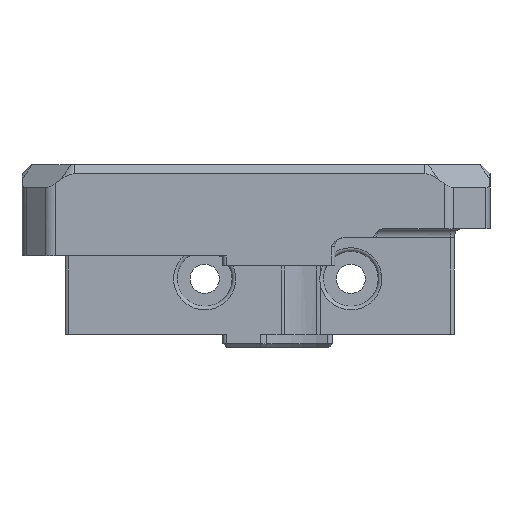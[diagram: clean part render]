
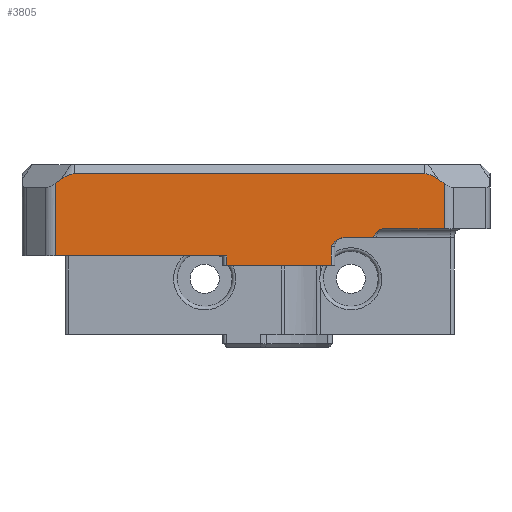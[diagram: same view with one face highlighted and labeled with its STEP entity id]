
A CAD part, left-side view. The second image highlights one B-rep face of the part: STEP entity #3805.
In plain terms, the highlighted planar face has unit normal (-1, 0, 0).
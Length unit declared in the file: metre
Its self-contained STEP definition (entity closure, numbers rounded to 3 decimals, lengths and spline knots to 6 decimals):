
#35=B_SPLINE_CURVE_WITH_KNOTS('',3,(#5811,#5812,#5813,#5814),
 .UNSPECIFIED.,.F.,.F.,(4,4),(0.005925,0.007579),
 .UNSPECIFIED.);
#36=B_SPLINE_CURVE_WITH_KNOTS('',3,(#5826,#5827,#5828,#5829,#5830),
 .UNSPECIFIED.,.F.,.F.,(4,1,4),(0.,0.000875,0.001751),
 .UNSPECIFIED.);
#37=B_SPLINE_CURVE_WITH_KNOTS('',3,(#5834,#5835,#5836,#5837,#5838),
 .UNSPECIFIED.,.F.,.F.,(4,1,4),(0.,0.000875,
0.001751),.UNSPECIFIED.);
#38=B_SPLINE_CURVE_WITH_KNOTS('',3,(#5843,#5844,#5845,#5846),
 .UNSPECIFIED.,.F.,.F.,(4,4),(0.007223,0.00887),
 .UNSPECIFIED.);
#123=PLANE('',#4060);
#248=LINE('',#5790,#582);
#249=LINE('',#5794,#583);
#255=LINE('',#5816,#589);
#256=LINE('',#5818,#590);
#257=LINE('',#5820,#591);
#258=LINE('',#5822,#592);
#259=LINE('',#5824,#593);
#260=LINE('',#5832,#594);
#261=LINE('',#5840,#595);
#262=LINE('',#5841,#596);
#263=LINE('',#5848,#597);
#582=VECTOR('',#4551,1.);
#583=VECTOR('',#4556,1.);
#589=VECTOR('',#4568,1.);
#590=VECTOR('',#4569,1.);
#591=VECTOR('',#4570,1.);
#592=VECTOR('',#4571,1.);
#593=VECTOR('',#4572,1.);
#594=VECTOR('',#4573,1.);
#595=VECTOR('',#4574,1.);
#596=VECTOR('',#4575,1.);
#597=VECTOR('',#4576,1.);
#972=ORIENTED_EDGE('',*,*,#2107,.T.);
#973=ORIENTED_EDGE('',*,*,#2099,.T.);
#974=ORIENTED_EDGE('',*,*,#2108,.T.);
#975=ORIENTED_EDGE('',*,*,#2109,.T.);
#976=ORIENTED_EDGE('',*,*,#2110,.F.);
#977=ORIENTED_EDGE('',*,*,#2111,.F.);
#978=ORIENTED_EDGE('',*,*,#2112,.F.);
#979=ORIENTED_EDGE('',*,*,#2113,.F.);
#980=ORIENTED_EDGE('',*,*,#2114,.T.);
#981=ORIENTED_EDGE('',*,*,#2115,.F.);
#982=ORIENTED_EDGE('',*,*,#2116,.F.);
#983=ORIENTED_EDGE('',*,*,#2097,.F.);
#984=ORIENTED_EDGE('',*,*,#2117,.T.);
#985=ORIENTED_EDGE('',*,*,#2118,.T.);
#986=ORIENTED_EDGE('',*,*,#2119,.T.);
#2097=EDGE_CURVE('',#2660,#2661,#248,.T.);
#2099=EDGE_CURVE('',#2662,#2663,#249,.F.);
#2107=EDGE_CURVE('',#2670,#2662,#35,.T.);
#2108=EDGE_CURVE('',#2663,#2671,#255,.T.);
#2109=EDGE_CURVE('',#2671,#2672,#256,.T.);
#2110=EDGE_CURVE('',#2673,#2672,#257,.T.);
#2111=EDGE_CURVE('',#2674,#2673,#258,.T.);
#2112=EDGE_CURVE('',#2675,#2674,#259,.T.);
#2113=EDGE_CURVE('',#2676,#2675,#36,.T.);
#2114=EDGE_CURVE('',#2676,#2677,#260,.T.);
#2115=EDGE_CURVE('',#2678,#2677,#37,.T.);
#2116=EDGE_CURVE('',#2661,#2678,#261,.T.);
#2117=EDGE_CURVE('',#2660,#2679,#262,.F.);
#2118=EDGE_CURVE('',#2679,#2680,#38,.T.);
#2119=EDGE_CURVE('',#2680,#2670,#263,.F.);
#2660=VERTEX_POINT('',#5789);
#2661=VERTEX_POINT('',#5791);
#2662=VERTEX_POINT('',#5795);
#2663=VERTEX_POINT('',#5796);
#2670=VERTEX_POINT('',#5815);
#2671=VERTEX_POINT('',#5817);
#2672=VERTEX_POINT('',#5819);
#2673=VERTEX_POINT('',#5821);
#2674=VERTEX_POINT('',#5823);
#2675=VERTEX_POINT('',#5825);
#2676=VERTEX_POINT('',#5831);
#2677=VERTEX_POINT('',#5833);
#2678=VERTEX_POINT('',#5839);
#2679=VERTEX_POINT('',#5842);
#2680=VERTEX_POINT('',#5847);
#3212=EDGE_LOOP('',(#972,#973,#974,#975,#976,#977,#978,#979,#980,#981,#982,
#983,#984,#985,#986));
#3473=FACE_BOUND('',#3212,.T.);
#3805=ADVANCED_FACE('',(#3473),#123,.F.);
#4060=AXIS2_PLACEMENT_3D('',#5810,#4566,#4567);
#4551=DIRECTION('',(0.,0.,-1.));
#4556=DIRECTION('',(0.,-0.816,0.577));
#4566=DIRECTION('',(1.,0.,0.));
#4567=DIRECTION('',(0.,-1.,0.));
#4568=DIRECTION('',(0.,0.,-1.));
#4569=DIRECTION('',(0.,-1.,0.));
#4570=DIRECTION('',(0.,0.,1.));
#4571=DIRECTION('',(0.,1.,0.));
#4572=DIRECTION('',(0.,0.,-1.));
#4573=DIRECTION('',(0.,-1.,0.));
#4574=DIRECTION('',(0.,1.,0.));
#4575=DIRECTION('',(0.,-0.816,-0.577));
#4576=DIRECTION('',(0.,-1.,0.));
#5789=CARTESIAN_POINT('',(0.02195,0.058775,-0.020061));
#5790=CARTESIAN_POINT('',(0.02195,0.058775,-0.009));
#5791=CARTESIAN_POINT('',(0.02195,0.058775,-0.025));
#5794=CARTESIAN_POINT('',(0.02195,0.083912,-0.00771));
#5795=CARTESIAN_POINT('',(0.02195,0.100757,-0.019621));
#5796=CARTESIAN_POINT('',(0.02195,0.101379,-0.020061));
#5810=CARTESIAN_POINT('',(0.02195,0.083,-0.009));
#5811=CARTESIAN_POINT('',(0.02195,0.099257,-0.019));
#5812=CARTESIAN_POINT('',(0.02195,0.099813,-0.019));
#5813=CARTESIAN_POINT('',(0.02195,0.100309,-0.019305));
#5814=CARTESIAN_POINT('',(0.02195,0.100757,-0.019621));
#5815=CARTESIAN_POINT('',(0.02195,0.099257,-0.019));
#5816=CARTESIAN_POINT('',(0.02195,0.101379,-0.059));
#5817=CARTESIAN_POINT('',(0.02195,0.101379,-0.028));
#5818=CARTESIAN_POINT('',(0.02195,0.077,-0.028));
#5819=CARTESIAN_POINT('',(0.02195,0.0826,-0.028));
#5820=CARTESIAN_POINT('',(0.02195,0.0826,-0.0185));
#5821=CARTESIAN_POINT('',(0.02195,0.0826,-0.029));
#5822=CARTESIAN_POINT('',(0.02195,0.074613,-0.029));
#5823=CARTESIAN_POINT('',(0.02195,0.07116,-0.029));
#5824=CARTESIAN_POINT('',(0.02195,0.07116,-0.0301));
#5825=CARTESIAN_POINT('',(0.02195,0.07116,-0.027));
#5826=CARTESIAN_POINT('',(0.02195,0.069818,-0.026));
#5827=CARTESIAN_POINT('',(0.02195,0.070114,-0.026));
#5828=CARTESIAN_POINT('',(0.02195,0.07068,-0.026251));
#5829=CARTESIAN_POINT('',(0.02195,0.071004,-0.026753));
#5830=CARTESIAN_POINT('',(0.02195,0.07116,-0.027));
#5831=CARTESIAN_POINT('',(0.02195,0.069818,-0.026));
#5832=CARTESIAN_POINT('',(0.02195,0.083,-0.026));
#5833=CARTESIAN_POINT('',(0.02195,0.066627,-0.026));
#5834=CARTESIAN_POINT('',(0.02195,0.065285,-0.025));
#5835=CARTESIAN_POINT('',(0.02195,0.06558,-0.025));
#5836=CARTESIAN_POINT('',(0.02195,0.066146,-0.025251));
#5837=CARTESIAN_POINT('',(0.02195,0.066471,-0.025753));
#5838=CARTESIAN_POINT('',(0.02195,0.066627,-0.026));
#5839=CARTESIAN_POINT('',(0.02195,0.065285,-0.025));
#5840=CARTESIAN_POINT('',(0.02195,0.07838,-0.025));
#5841=CARTESIAN_POINT('',(0.02195,0.080139,-0.004954));
#5842=CARTESIAN_POINT('',(0.02195,0.059396,-0.019621));
#5843=CARTESIAN_POINT('',(0.02195,0.059396,-0.019621));
#5844=CARTESIAN_POINT('',(0.02195,0.059845,-0.019304));
#5845=CARTESIAN_POINT('',(0.02195,0.060348,-0.019));
#5846=CARTESIAN_POINT('',(0.02195,0.060896,-0.019));
#5847=CARTESIAN_POINT('',(0.02195,0.060896,-0.019));
#5848=CARTESIAN_POINT('',(0.02195,0.083,-0.019));
